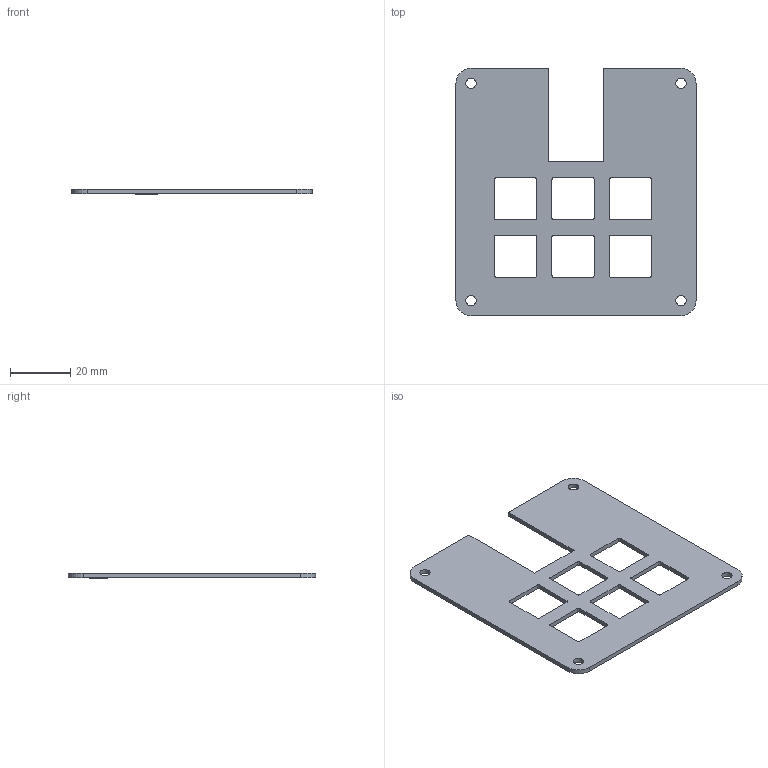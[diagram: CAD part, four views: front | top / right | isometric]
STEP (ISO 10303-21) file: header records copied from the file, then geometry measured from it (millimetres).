
FILE_DESCRIPTION(/* description */ (''),/* implementation_level */ '2;1');
FILE_NAME(/* name */ 'TopCaseONLY.step',/* time_stamp */ '2025-12-25T19:46:31+01:00',/* author */ (''),/* organization */ (''),/* preprocessor_version */ 'ST-DEVELOPER v20.1',/* originating_system */ 'Autodesk Translation Framework v14.10.0.0',/* authorisation */ '');
FILE_SCHEMA (('AUTOMOTIVE_DESIGN { 1 0 10303 214 3 1 1 }'));
Length unit declared in the file: millimetre
Products named in the file (1): TopCase
Bounding box: 79.9 x 82.3 x 1.7 mm (x, y, z)
Volume: 7156.4 mm3; surface area: 10687.8 mm2
Topology: 1 solids, 1 shells, 482 faces, 1359 edges, 906 vertices
Faces by surface type: bspline 291, plane 159, cylinder 32
Full cylindrical faces by diameter (mm): 3.4 x4
Entity records: 18290 total; most frequent: CARTESIAN_POINT 7695, ORIENTED_EDGE 2718, EDGE_CURVE 1359, DIRECTION 1225, VERTEX_POINT 906, LINE 713, VECTOR 713, B_SPLINE_CURVE_WITH_KNOTS 582
